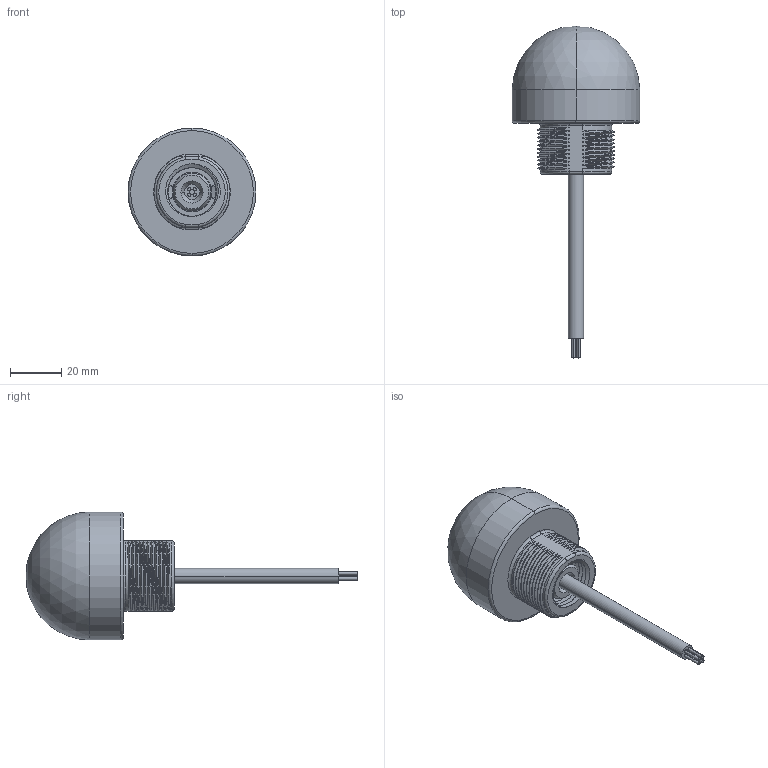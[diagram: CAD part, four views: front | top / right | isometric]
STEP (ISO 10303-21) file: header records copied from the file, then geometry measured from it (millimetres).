
FILE_DESCRIPTION((''),'2;1');
FILE_NAME('144871_ASM','2015-12-01T',('pdmadmin'),(''),'PRO/ENGINEER BY PARAMETRIC TECHNOLOGY CORPORATION, 2013230','PRO/ENGINEER BY PARAMETRIC TECHNOLOGY CORPORATION, 2013230','');
FILE_SCHEMA(('CONFIG_CONTROL_DESIGN'));
Products named in the file (6): 126458; 32626; 132098_2; 164906; 129213_ASM; 144871_ASM
Assembly tree (5 placements, depth 3):
  144871_ASM
    126458
    32626
    132098_2
    129213_ASM
      164906
Bounding box: 50 x 129.82 x 50 mm (x, y, z)
Volume: 28365.2 mm3; surface area: 23394.7 mm2
Topology: 4 solids, 4 shells, 333 faces, 819 edges, 509 vertices
Faces by surface type: cylinder 126, bspline 95, plane 52, torus 26, cone 18, sphere 16
Entity records: 30855 total; most frequent: CARTESIAN_POINT 23432, ORIENTED_EDGE 1630, DIRECTION 1363, EDGE_CURVE 815, AXIS2_PLACEMENT_3D 561, VERTEX_POINT 509, EDGE_LOOP 360, FACE_OUTER_BOUND 333
